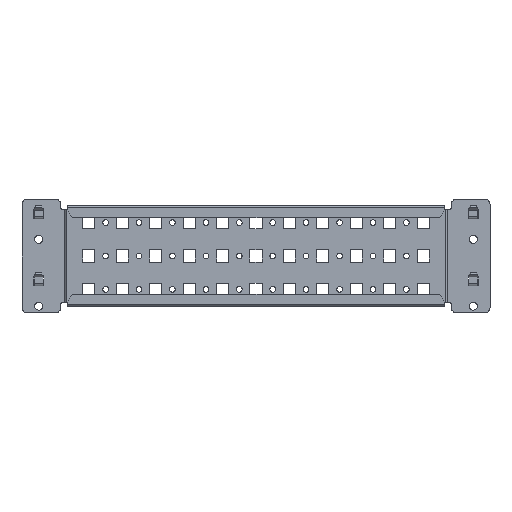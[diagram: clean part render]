
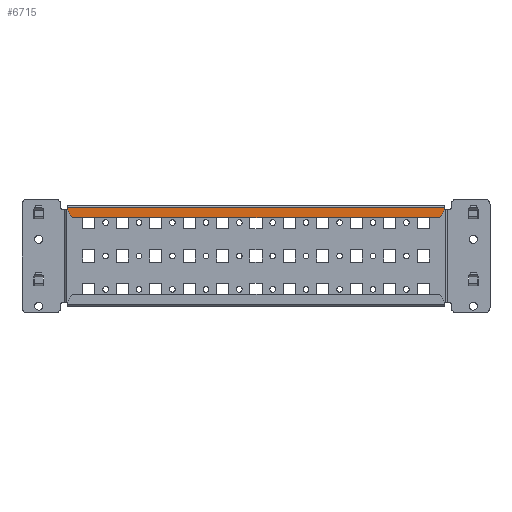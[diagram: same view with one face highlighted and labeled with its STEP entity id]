
A CAD part, top view. The second image highlights one B-rep face of the part: STEP entity #6715.
In plain terms, the highlighted planar face has unit normal (0, 0, 1).
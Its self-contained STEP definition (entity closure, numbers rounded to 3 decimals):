
#4264 = VERTEX_POINT ( 'NONE', #14942 ) ;
#4266 = VERTEX_POINT ( 'NONE', #14944 ) ;
#4267 = VERTEX_POINT ( 'NONE', #14945 ) ;
#4268 = VERTEX_POINT ( 'NONE', #14946 ) ;
#4784 = EDGE_CURVE ( 'NONE', #4267, #4266, #16047, .T. ) ;
#4794 = EDGE_CURVE ( 'NONE', #4267, #4268, #16055, .T. ) ;
#4795 = EDGE_CURVE ( 'NONE', #4266, #4264, #16060, .T. ) ;
#4797 = EDGE_CURVE ( 'NONE', #4264, #4268, #16067, .T. ) ;
#5541 = AXIS2_PLACEMENT_3D ( 'NONE', #15894, #15907, #15908 ) ;
#5550 = AXIS2_PLACEMENT_3D ( 'NONE', #16091, #16093, #16094 ) ;
#6250 = EDGE_LOOP ( 'NONE', ( #7258, #7259, #7260, #7261 ) ) ;
#6715 = ADVANCED_FACE ( 'NONE', ( #18058 ), #17788, .F. ) ;
#7258 = ORIENTED_EDGE ( 'NONE', *, *, #4795, .F. ) ;
#7259 = ORIENTED_EDGE ( 'NONE', *, *, #4784, .F. ) ;
#7260 = ORIENTED_EDGE ( 'NONE', *, *, #4794, .T. ) ;
#7261 = ORIENTED_EDGE ( 'NONE', *, *, #4797, .F. ) ;
#14942 = CARTESIAN_POINT ( 'NONE',  ( 141., 35.99, 25. ) ) ;
#14944 = CARTESIAN_POINT ( 'NONE',  ( -141., 35.99, 25. ) ) ;
#14945 = CARTESIAN_POINT ( 'NONE',  ( -137., 28.5, 25. ) ) ;
#14946 = CARTESIAN_POINT ( 'NONE',  ( 137., 28.5, 25. ) ) ;
#15894 = CARTESIAN_POINT ( 'NONE',  ( -131.014, 36.51, 25. ) ) ;
#15907 = DIRECTION ( 'NONE',  ( 0., 0., -1. ) ) ;
#15908 = DIRECTION ( 'NONE',  ( -1., 0., 0. ) ) ;
#15924 = CARTESIAN_POINT ( 'NONE',  ( -141., 35.99, 25. ) ) ;
#16047 = CIRCLE ( 'NONE', #5541, 10. ) ;
#16055 = LINE ( 'NONE', #16087, #16056 ) ;
#16056 = VECTOR ( 'NONE', #16088, 1000. ) ;
#16060 = LINE ( 'NONE', #15924, #16062 ) ;
#16062 = VECTOR ( 'NONE', #16090, 1000. ) ;
#16067 = CIRCLE ( 'NONE', #5550, 10. ) ;
#16087 = CARTESIAN_POINT ( 'NONE',  ( 141., 28.5, 25. ) ) ;
#16088 = DIRECTION ( 'NONE',  ( 1., 0., 0. ) ) ;
#16090 = DIRECTION ( 'NONE',  ( 1., 0., 0. ) ) ;
#16091 = CARTESIAN_POINT ( 'NONE',  ( 131.014, 36.51, 25. ) ) ;
#16093 = DIRECTION ( 'NONE',  ( 0., 0., -1. ) ) ;
#16094 = DIRECTION ( 'NONE',  ( 1., 0., 0. ) ) ;
#17495 = AXIS2_PLACEMENT_3D ( 'NONE', #17784, #17791, #17792 ) ;
#17784 = CARTESIAN_POINT ( 'NONE',  ( -141., 36., 25. ) ) ;
#17788 = PLANE ( 'NONE',  #17495 ) ;
#17791 = DIRECTION ( 'NONE',  ( 0., 0., -1. ) ) ;
#17792 = DIRECTION ( 'NONE',  ( 0., 1., 0. ) ) ;
#18058 = FACE_OUTER_BOUND ( 'NONE', #6250, .T. ) ;
